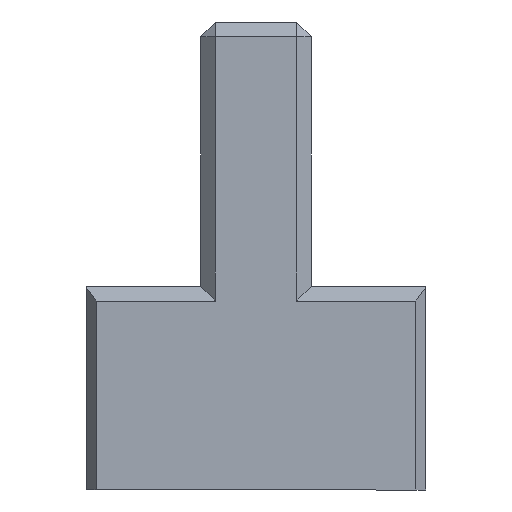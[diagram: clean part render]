
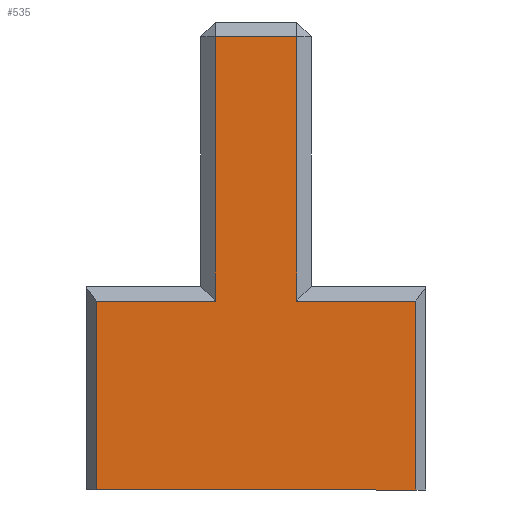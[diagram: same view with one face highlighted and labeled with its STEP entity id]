
A CAD part, left-side view. The second image highlights one B-rep face of the part: STEP entity #535.
In plain terms, the highlighted planar face has unit normal (-1, 0, 0).
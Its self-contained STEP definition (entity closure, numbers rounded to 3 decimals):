
#55=ORIENTED_EDGE('',*,*,#195,.T.);
#56=ORIENTED_EDGE('',*,*,#196,.T.);
#57=ORIENTED_EDGE('',*,*,#197,.T.);
#58=ORIENTED_EDGE('',*,*,#198,.T.);
#59=ORIENTED_EDGE('',*,*,#199,.T.);
#60=ORIENTED_EDGE('',*,*,#200,.T.);
#61=ORIENTED_EDGE('',*,*,#201,.T.);
#62=ORIENTED_EDGE('',*,*,#202,.F.);
#195=EDGE_CURVE('',#264,#265,#312,.T.);
#196=EDGE_CURVE('',#265,#266,#313,.T.);
#197=EDGE_CURVE('',#266,#267,#314,.T.);
#198=EDGE_CURVE('',#267,#268,#315,.T.);
#199=EDGE_CURVE('',#268,#269,#316,.T.);
#200=EDGE_CURVE('',#269,#270,#317,.T.);
#201=EDGE_CURVE('',#270,#271,#318,.T.);
#202=EDGE_CURVE('',#264,#271,#319,.T.);
#264=VERTEX_POINT('',#798);
#265=VERTEX_POINT('',#799);
#266=VERTEX_POINT('',#801);
#267=VERTEX_POINT('',#803);
#268=VERTEX_POINT('',#805);
#269=VERTEX_POINT('',#807);
#270=VERTEX_POINT('',#809);
#271=VERTEX_POINT('',#811);
#312=LINE('',#797,#385);
#313=LINE('',#800,#386);
#314=LINE('',#802,#387);
#315=LINE('',#804,#388);
#316=LINE('',#806,#389);
#317=LINE('',#808,#390);
#318=LINE('',#810,#391);
#319=LINE('',#812,#392);
#385=VECTOR('',#646,1000.);
#386=VECTOR('',#647,1000.);
#387=VECTOR('',#648,1000.);
#388=VECTOR('',#649,1000.);
#389=VECTOR('',#650,1000.);
#390=VECTOR('',#651,1000.);
#391=VECTOR('',#652,1000.);
#392=VECTOR('',#653,1000.);
#442=EDGE_LOOP('',(#55,#56,#57,#58,#59,#60,#61,#62));
#473=FACE_BOUND('',#442,.T.);
#504=PLANE('',#583);
#535=ADVANCED_FACE('',(#473),#504,.T.);
#583=AXIS2_PLACEMENT_3D('',#796,#644,#645);
#644=DIRECTION('',(-1.,0.,0.));
#645=DIRECTION('',(0.,0.,1.));
#646=DIRECTION('',(0.,0.,1.));
#647=DIRECTION('',(0.,1.,0.));
#648=DIRECTION('',(0.,0.,1.));
#649=DIRECTION('',(0.,1.,0.));
#650=DIRECTION('',(0.,0.,-1.));
#651=DIRECTION('',(0.,1.,0.));
#652=DIRECTION('',(0.,0.,-1.));
#653=DIRECTION('',(0.,1.,0.));
#796=CARTESIAN_POINT('',(0.,0.8,-1.75));
#797=CARTESIAN_POINT('',(0.,-3.45,-1.75));
#798=CARTESIAN_POINT('',(0.,-3.45,-3.25));
#799=CARTESIAN_POINT('',(0.,-3.45,0.));
#800=CARTESIAN_POINT('',(0.,0.8,0.));
#801=CARTESIAN_POINT('',(0.,-1.4,0.));
#802=CARTESIAN_POINT('',(0.,-1.4,4.3));
#803=CARTESIAN_POINT('',(0.,-1.4,4.55));
#804=CARTESIAN_POINT('',(0.,0.8,4.55));
#805=CARTESIAN_POINT('',(0.,0.,4.55));
#806=CARTESIAN_POINT('',(0.,0.,-1.75));
#807=CARTESIAN_POINT('',(0.,0.,0.));
#808=CARTESIAN_POINT('',(0.,0.8,0.));
#809=CARTESIAN_POINT('',(0.,2.05,0.));
#810=CARTESIAN_POINT('',(0.,2.05,-3.25));
#811=CARTESIAN_POINT('',(0.,2.05,-3.25));
#812=CARTESIAN_POINT('',(0.,0.8,-3.25));
